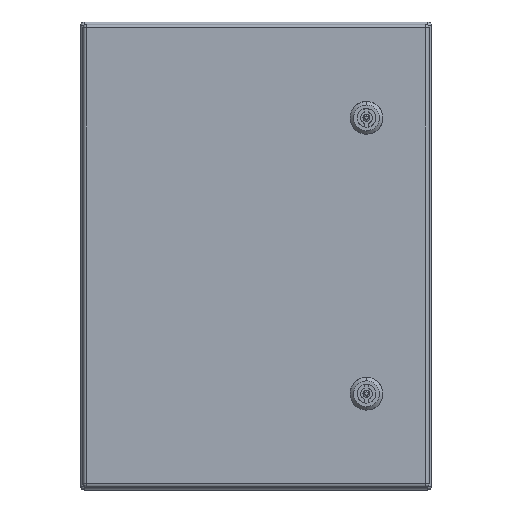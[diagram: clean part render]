
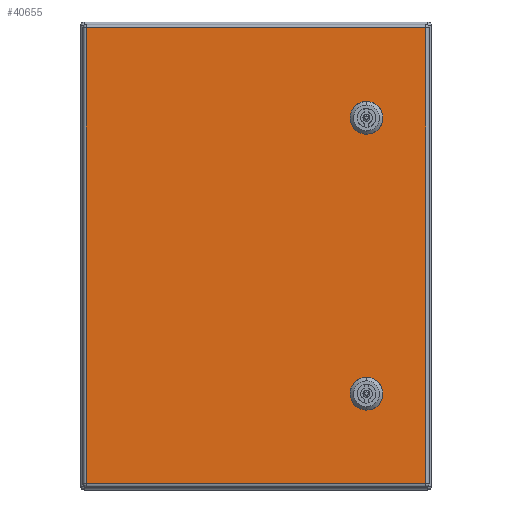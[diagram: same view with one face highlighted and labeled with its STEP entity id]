
A CAD part, top view. The second image highlights one B-rep face of the part: STEP entity #40655.
In plain terms, the highlighted planar face has unit normal (0, 0, 1).
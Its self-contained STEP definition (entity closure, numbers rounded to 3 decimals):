
#40496=AXIS2_PLACEMENT_3D('Plane Axis2P3D',#40493,#40494,#40495) ;
#40525=AXIS2_PLACEMENT_3D('Circle Axis2P3D',#40523,#40524,$) ;
#40541=AXIS2_PLACEMENT_3D('Circle Axis2P3D',#40539,#40540,$) ;
#40555=AXIS2_PLACEMENT_3D('Circle Axis2P3D',#40553,#40554,$) ;
#40569=AXIS2_PLACEMENT_3D('Circle Axis2P3D',#40567,#40568,$) ;
#40591=AXIS2_PLACEMENT_3D('Circle Axis2P3D',#40589,#40590,$) ;
#40607=AXIS2_PLACEMENT_3D('Circle Axis2P3D',#40605,#40606,$) ;
#40621=AXIS2_PLACEMENT_3D('Circle Axis2P3D',#40619,#40620,$) ;
#40635=AXIS2_PLACEMENT_3D('Circle Axis2P3D',#40633,#40634,$) ;
#40246=CARTESIAN_POINT('Vertex',(5.,5.,200.)) ;
#40249=CARTESIAN_POINT('Line Origine',(5.,200.,200.)) ;
#40253=CARTESIAN_POINT('Vertex',(5.,395.,200.)) ;
#40493=CARTESIAN_POINT('Axis2P3D Location',(150.,200.,200.)) ;
#40498=CARTESIAN_POINT('Line Origine',(295.,200.,200.)) ;
#40502=CARTESIAN_POINT('Vertex',(295.,5.,200.)) ;
#40504=CARTESIAN_POINT('Vertex',(295.,395.,200.)) ;
#40507=CARTESIAN_POINT('Line Origine',(150.,395.,200.)) ;
#40512=CARTESIAN_POINT('Line Origine',(150.,5.,200.)) ;
#40523=CARTESIAN_POINT('Axis2P3D Location',(244.5,318.,200.)) ;
#40527=CARTESIAN_POINT('Vertex',(239.863,328.25,200.)) ;
#40529=CARTESIAN_POINT('Vertex',(234.25,322.637,200.)) ;
#40532=CARTESIAN_POINT('Line Origine',(244.5,328.25,200.)) ;
#40536=CARTESIAN_POINT('Vertex',(249.137,328.25,200.)) ;
#40539=CARTESIAN_POINT('Axis2P3D Location',(244.5,318.,200.)) ;
#40543=CARTESIAN_POINT('Vertex',(254.75,322.637,200.)) ;
#40546=CARTESIAN_POINT('Line Origine',(254.75,318.,200.)) ;
#40550=CARTESIAN_POINT('Vertex',(254.75,313.363,200.)) ;
#40553=CARTESIAN_POINT('Axis2P3D Location',(244.5,318.,200.)) ;
#40557=CARTESIAN_POINT('Vertex',(249.137,307.75,200.)) ;
#40560=CARTESIAN_POINT('Line Origine',(244.5,307.75,200.)) ;
#40564=CARTESIAN_POINT('Vertex',(239.863,307.75,200.)) ;
#40567=CARTESIAN_POINT('Axis2P3D Location',(244.5,318.,200.)) ;
#40571=CARTESIAN_POINT('Vertex',(234.25,313.363,200.)) ;
#40574=CARTESIAN_POINT('Line Origine',(234.25,318.,200.)) ;
#40589=CARTESIAN_POINT('Axis2P3D Location',(244.5,82.,200.)) ;
#40593=CARTESIAN_POINT('Vertex',(239.863,92.25,200.)) ;
#40595=CARTESIAN_POINT('Vertex',(234.25,86.637,200.)) ;
#40598=CARTESIAN_POINT('Line Origine',(244.5,92.25,200.)) ;
#40602=CARTESIAN_POINT('Vertex',(249.137,92.25,200.)) ;
#40605=CARTESIAN_POINT('Axis2P3D Location',(244.5,82.,200.)) ;
#40609=CARTESIAN_POINT('Vertex',(254.75,86.637,200.)) ;
#40612=CARTESIAN_POINT('Line Origine',(254.75,82.,200.)) ;
#40616=CARTESIAN_POINT('Vertex',(254.75,77.363,200.)) ;
#40619=CARTESIAN_POINT('Axis2P3D Location',(244.5,82.,200.)) ;
#40623=CARTESIAN_POINT('Vertex',(249.137,71.75,200.)) ;
#40626=CARTESIAN_POINT('Line Origine',(244.5,71.75,200.)) ;
#40630=CARTESIAN_POINT('Vertex',(239.863,71.75,200.)) ;
#40633=CARTESIAN_POINT('Axis2P3D Location',(244.5,82.,200.)) ;
#40637=CARTESIAN_POINT('Vertex',(234.25,77.363,200.)) ;
#40640=CARTESIAN_POINT('Line Origine',(234.25,82.,200.)) ;
#40250=DIRECTION('Vector Direction',(0.,1.,0.)) ;
#40494=DIRECTION('Axis2P3D Direction',(0.,0.,1.)) ;
#40495=DIRECTION('Axis2P3D XDirection',(1.,0.,0.)) ;
#40499=DIRECTION('Vector Direction',(0.,1.,0.)) ;
#40508=DIRECTION('Vector Direction',(-1.,0.,0.)) ;
#40513=DIRECTION('Vector Direction',(1.,0.,0.)) ;
#40524=DIRECTION('Axis2P3D Direction',(0.,0.,1.)) ;
#40533=DIRECTION('Vector Direction',(-1.,0.,0.)) ;
#40540=DIRECTION('Axis2P3D Direction',(0.,0.,1.)) ;
#40547=DIRECTION('Vector Direction',(0.,1.,0.)) ;
#40554=DIRECTION('Axis2P3D Direction',(0.,0.,1.)) ;
#40561=DIRECTION('Vector Direction',(1.,0.,0.)) ;
#40568=DIRECTION('Axis2P3D Direction',(0.,0.,1.)) ;
#40575=DIRECTION('Vector Direction',(0.,-1.,0.)) ;
#40590=DIRECTION('Axis2P3D Direction',(0.,0.,1.)) ;
#40599=DIRECTION('Vector Direction',(-1.,0.,0.)) ;
#40606=DIRECTION('Axis2P3D Direction',(0.,0.,1.)) ;
#40613=DIRECTION('Vector Direction',(0.,1.,0.)) ;
#40620=DIRECTION('Axis2P3D Direction',(0.,0.,1.)) ;
#40627=DIRECTION('Vector Direction',(1.,0.,0.)) ;
#40634=DIRECTION('Axis2P3D Direction',(0.,0.,1.)) ;
#40641=DIRECTION('Vector Direction',(0.,-1.,0.)) ;
#40251=VECTOR('Line Direction',#40250,1.) ;
#40500=VECTOR('Line Direction',#40499,1.) ;
#40509=VECTOR('Line Direction',#40508,1.) ;
#40514=VECTOR('Line Direction',#40513,1.) ;
#40534=VECTOR('Line Direction',#40533,1.) ;
#40548=VECTOR('Line Direction',#40547,1.) ;
#40562=VECTOR('Line Direction',#40561,1.) ;
#40576=VECTOR('Line Direction',#40575,1.) ;
#40600=VECTOR('Line Direction',#40599,1.) ;
#40614=VECTOR('Line Direction',#40613,1.) ;
#40628=VECTOR('Line Direction',#40627,1.) ;
#40642=VECTOR('Line Direction',#40641,1.) ;
#40518=ORIENTED_EDGE('',*,*,#40506,.T.) ;
#40519=ORIENTED_EDGE('',*,*,#40511,.T.) ;
#40520=ORIENTED_EDGE('',*,*,#40255,.T.) ;
#40521=ORIENTED_EDGE('',*,*,#40516,.T.) ;
#40580=ORIENTED_EDGE('',*,*,#40531,.F.) ;
#40581=ORIENTED_EDGE('',*,*,#40538,.F.) ;
#40582=ORIENTED_EDGE('',*,*,#40545,.F.) ;
#40583=ORIENTED_EDGE('',*,*,#40552,.F.) ;
#40584=ORIENTED_EDGE('',*,*,#40559,.F.) ;
#40585=ORIENTED_EDGE('',*,*,#40566,.F.) ;
#40586=ORIENTED_EDGE('',*,*,#40573,.F.) ;
#40587=ORIENTED_EDGE('',*,*,#40578,.F.) ;
#40646=ORIENTED_EDGE('',*,*,#40597,.F.) ;
#40647=ORIENTED_EDGE('',*,*,#40604,.F.) ;
#40648=ORIENTED_EDGE('',*,*,#40611,.F.) ;
#40649=ORIENTED_EDGE('',*,*,#40618,.F.) ;
#40650=ORIENTED_EDGE('',*,*,#40625,.F.) ;
#40651=ORIENTED_EDGE('',*,*,#40632,.F.) ;
#40652=ORIENTED_EDGE('',*,*,#40639,.F.) ;
#40653=ORIENTED_EDGE('',*,*,#40644,.F.) ;
#40588=FACE_BOUND('',#40579,.T.) ;
#40654=FACE_BOUND('',#40645,.T.) ;
#40655=ADVANCED_FACE('76198_ZUB_DE_QL_KEBI_400x300-1/76198_DE_QL_KEBI_400x300-1-solid1',(#40522,#40588,#40654),#40497,.T.) ;
#40526=CIRCLE('generated circle',#40525,11.25) ;
#40542=CIRCLE('generated circle',#40541,11.25) ;
#40556=CIRCLE('generated circle',#40555,11.25) ;
#40570=CIRCLE('generated circle',#40569,11.25) ;
#40592=CIRCLE('generated circle',#40591,11.25) ;
#40608=CIRCLE('generated circle',#40607,11.25) ;
#40622=CIRCLE('generated circle',#40621,11.25) ;
#40636=CIRCLE('generated circle',#40635,11.25) ;
#40255=EDGE_CURVE('',#40254,#40247,#40252,.F.) ;
#40506=EDGE_CURVE('',#40503,#40505,#40501,.T.) ;
#40511=EDGE_CURVE('',#40505,#40254,#40510,.T.) ;
#40516=EDGE_CURVE('',#40247,#40503,#40515,.T.) ;
#40531=EDGE_CURVE('',#40528,#40530,#40526,.T.) ;
#40538=EDGE_CURVE('',#40537,#40528,#40535,.T.) ;
#40545=EDGE_CURVE('',#40544,#40537,#40542,.T.) ;
#40552=EDGE_CURVE('',#40551,#40544,#40549,.T.) ;
#40559=EDGE_CURVE('',#40558,#40551,#40556,.T.) ;
#40566=EDGE_CURVE('',#40565,#40558,#40563,.T.) ;
#40573=EDGE_CURVE('',#40572,#40565,#40570,.T.) ;
#40578=EDGE_CURVE('',#40530,#40572,#40577,.T.) ;
#40597=EDGE_CURVE('',#40594,#40596,#40592,.T.) ;
#40604=EDGE_CURVE('',#40603,#40594,#40601,.T.) ;
#40611=EDGE_CURVE('',#40610,#40603,#40608,.T.) ;
#40618=EDGE_CURVE('',#40617,#40610,#40615,.T.) ;
#40625=EDGE_CURVE('',#40624,#40617,#40622,.T.) ;
#40632=EDGE_CURVE('',#40631,#40624,#40629,.T.) ;
#40639=EDGE_CURVE('',#40638,#40631,#40636,.T.) ;
#40644=EDGE_CURVE('',#40596,#40638,#40643,.T.) ;
#40517=EDGE_LOOP('',(#40518,#40519,#40520,#40521)) ;
#40579=EDGE_LOOP('',(#40580,#40581,#40582,#40583,#40584,#40585,#40586,#40587)) ;
#40645=EDGE_LOOP('',(#40646,#40647,#40648,#40649,#40650,#40651,#40652,#40653)) ;
#40522=FACE_OUTER_BOUND('',#40517,.T.) ;
#40252=LINE('Line',#40249,#40251) ;
#40501=LINE('Line',#40498,#40500) ;
#40510=LINE('Line',#40507,#40509) ;
#40515=LINE('Line',#40512,#40514) ;
#40535=LINE('Line',#40532,#40534) ;
#40549=LINE('Line',#40546,#40548) ;
#40563=LINE('Line',#40560,#40562) ;
#40577=LINE('Line',#40574,#40576) ;
#40601=LINE('Line',#40598,#40600) ;
#40615=LINE('Line',#40612,#40614) ;
#40629=LINE('Line',#40626,#40628) ;
#40643=LINE('Line',#40640,#40642) ;
#40497=PLANE('',#40496) ;
#40247=VERTEX_POINT('',#40246) ;
#40254=VERTEX_POINT('',#40253) ;
#40503=VERTEX_POINT('',#40502) ;
#40505=VERTEX_POINT('',#40504) ;
#40528=VERTEX_POINT('',#40527) ;
#40530=VERTEX_POINT('',#40529) ;
#40537=VERTEX_POINT('',#40536) ;
#40544=VERTEX_POINT('',#40543) ;
#40551=VERTEX_POINT('',#40550) ;
#40558=VERTEX_POINT('',#40557) ;
#40565=VERTEX_POINT('',#40564) ;
#40572=VERTEX_POINT('',#40571) ;
#40594=VERTEX_POINT('',#40593) ;
#40596=VERTEX_POINT('',#40595) ;
#40603=VERTEX_POINT('',#40602) ;
#40610=VERTEX_POINT('',#40609) ;
#40617=VERTEX_POINT('',#40616) ;
#40624=VERTEX_POINT('',#40623) ;
#40631=VERTEX_POINT('',#40630) ;
#40638=VERTEX_POINT('',#40637) ;
